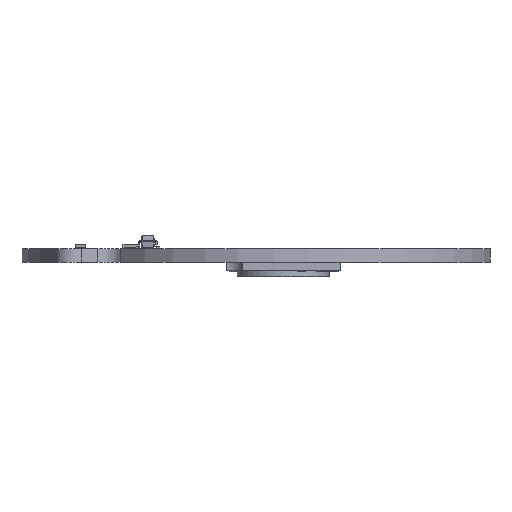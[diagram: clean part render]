
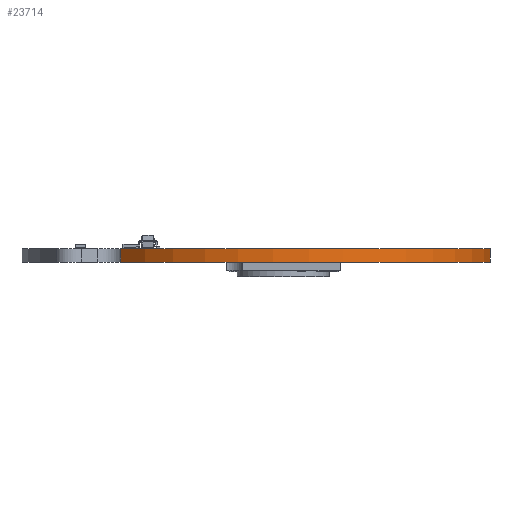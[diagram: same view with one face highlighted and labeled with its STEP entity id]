
A CAD part, front view. The second image highlights one B-rep face of the part: STEP entity #23714.
In plain terms, the highlighted cylindrical face has radius 24.6 mm (diameter 49.2 mm), a partial arc.
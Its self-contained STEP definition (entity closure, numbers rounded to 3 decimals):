
#23588 = EDGE_CURVE('',#23589,#23591,#23593,.T.);
#23589 = VERTEX_POINT('',#23590);
#23590 = CARTESIAN_POINT('',(80.757,-115.325,0.));
#23591 = VERTEX_POINT('',#23592);
#23592 = CARTESIAN_POINT('',(80.757,-115.325,1.6));
#23593 = SURFACE_CURVE('',#23594,(#23598,#23610),.PCURVE_S1.);
#23594 = LINE('',#23595,#23596);
#23595 = CARTESIAN_POINT('',(80.757,-115.325,0.));
#23596 = VECTOR('',#23597,1.);
#23597 = DIRECTION('',(0.,0.,1.));
#23598 = PCURVE('',#23599,#23604);
#23599 = CYLINDRICAL_SURFACE('',#23600,2.);
#23600 = AXIS2_PLACEMENT_3D('',#23601,#23602,#23603);
#23601 = CARTESIAN_POINT('',(79.192,-116.571,0.));
#23602 = DIRECTION('',(-0.,-0.,-1.));
#23603 = DIRECTION('',(1.,0.,-0.));
#23604 = DEFINITIONAL_REPRESENTATION('',(#23605),#23609);
#23605 = LINE('',#23606,#23607);
#23606 = CARTESIAN_POINT('',(-0.673,0.));
#23607 = VECTOR('',#23608,1.);
#23608 = DIRECTION('',(-0.,-1.));
#23609 = ( GEOMETRIC_REPRESENTATION_CONTEXT(2) 
PARAMETRIC_REPRESENTATION_CONTEXT() REPRESENTATION_CONTEXT('2D SPACE',''
  ) );
#23610 = PCURVE('',#23611,#23616);
#23611 = CYLINDRICAL_SURFACE('',#23612,24.6);
#23612 = AXIS2_PLACEMENT_3D('',#23613,#23614,#23615);
#23613 = CARTESIAN_POINT('',(100.,-100.,0.));
#23614 = DIRECTION('',(-0.,-0.,-1.));
#23615 = DIRECTION('',(1.,0.,-0.));
#23616 = DEFINITIONAL_REPRESENTATION('',(#23617),#23621);
#23617 = LINE('',#23618,#23619);
#23618 = CARTESIAN_POINT('',(-3.814,0.));
#23619 = VECTOR('',#23620,1.);
#23620 = DIRECTION('',(-0.,-1.));
#23621 = ( GEOMETRIC_REPRESENTATION_CONTEXT(2) 
PARAMETRIC_REPRESENTATION_CONTEXT() REPRESENTATION_CONTEXT('2D SPACE',''
  ) );
#23640 = PLANE('',#23641);
#23641 = AXIS2_PLACEMENT_3D('',#23642,#23643,#23644);
#23642 = CARTESIAN_POINT('',(80.757,-115.325,1.6));
#23643 = DIRECTION('',(0.,0.,-1.));
#23644 = DIRECTION('',(-1.,0.,-0.));
#23699 = PLANE('',#23700);
#23700 = AXIS2_PLACEMENT_3D('',#23701,#23702,#23703);
#23701 = CARTESIAN_POINT('',(80.757,-115.325,0.));
#23702 = DIRECTION('',(0.,0.,-1.));
#23703 = DIRECTION('',(-1.,0.,-0.));
#23714 = ADVANCED_FACE('',(#23715),#23611,.T.);
#23715 = FACE_BOUND('',#23716,.F.);
#23716 = EDGE_LOOP('',(#23717,#23718,#23746,#23774));
#23717 = ORIENTED_EDGE('',*,*,#23588,.T.);
#23718 = ORIENTED_EDGE('',*,*,#23719,.T.);
#23719 = EDGE_CURVE('',#23591,#23720,#23722,.T.);
#23720 = VERTEX_POINT('',#23721);
#23721 = CARTESIAN_POINT('',(80.757,-84.675,1.6));
#23722 = SURFACE_CURVE('',#23723,(#23728,#23735),.PCURVE_S1.);
#23723 = CIRCLE('',#23724,24.6);
#23724 = AXIS2_PLACEMENT_3D('',#23725,#23726,#23727);
#23725 = CARTESIAN_POINT('',(100.,-100.,1.6));
#23726 = DIRECTION('',(0.,0.,1.));
#23727 = DIRECTION('',(1.,0.,-0.));
#23728 = PCURVE('',#23611,#23729);
#23729 = DEFINITIONAL_REPRESENTATION('',(#23730),#23734);
#23730 = LINE('',#23731,#23732);
#23731 = CARTESIAN_POINT('',(-0.,-1.6));
#23732 = VECTOR('',#23733,1.);
#23733 = DIRECTION('',(-1.,0.));
#23734 = ( GEOMETRIC_REPRESENTATION_CONTEXT(2) 
PARAMETRIC_REPRESENTATION_CONTEXT() REPRESENTATION_CONTEXT('2D SPACE',''
  ) );
#23735 = PCURVE('',#23640,#23736);
#23736 = DEFINITIONAL_REPRESENTATION('',(#23737),#23745);
#23737 = ( BOUNDED_CURVE() B_SPLINE_CURVE(2,(#23738,#23739,#23740,#23741
    ,#23742,#23743,#23744),.UNSPECIFIED.,.F.,.F.) 
B_SPLINE_CURVE_WITH_KNOTS((1,2,2,2,2,1),(-2.094,0.,
    2.094,4.189,6.283,8.378),
.UNSPECIFIED.) CURVE() GEOMETRIC_REPRESENTATION_ITEM() 
RATIONAL_B_SPLINE_CURVE((1.,0.5,1.,0.5,1.,0.5,1.)) REPRESENTATION_ITEM(
  '') );
#23738 = CARTESIAN_POINT('',(-43.843,15.325));
#23739 = CARTESIAN_POINT('',(-43.843,57.934));
#23740 = CARTESIAN_POINT('',(-6.943,36.629));
#23741 = CARTESIAN_POINT('',(29.957,15.325));
#23742 = CARTESIAN_POINT('',(-6.943,-5.979));
#23743 = CARTESIAN_POINT('',(-43.843,-27.283));
#23744 = CARTESIAN_POINT('',(-43.843,15.325));
#23745 = ( GEOMETRIC_REPRESENTATION_CONTEXT(2) 
PARAMETRIC_REPRESENTATION_CONTEXT() REPRESENTATION_CONTEXT('2D SPACE',''
  ) );
#23746 = ORIENTED_EDGE('',*,*,#23747,.F.);
#23747 = EDGE_CURVE('',#23748,#23720,#23750,.T.);
#23748 = VERTEX_POINT('',#23749);
#23749 = CARTESIAN_POINT('',(80.757,-84.675,0.));
#23750 = SURFACE_CURVE('',#23751,(#23755,#23762),.PCURVE_S1.);
#23751 = LINE('',#23752,#23753);
#23752 = CARTESIAN_POINT('',(80.757,-84.675,0.));
#23753 = VECTOR('',#23754,1.);
#23754 = DIRECTION('',(0.,0.,1.));
#23755 = PCURVE('',#23611,#23756);
#23756 = DEFINITIONAL_REPRESENTATION('',(#23757),#23761);
#23757 = LINE('',#23758,#23759);
#23758 = CARTESIAN_POINT('',(-8.752,0.));
#23759 = VECTOR('',#23760,1.);
#23760 = DIRECTION('',(-0.,-1.));
#23761 = ( GEOMETRIC_REPRESENTATION_CONTEXT(2) 
PARAMETRIC_REPRESENTATION_CONTEXT() REPRESENTATION_CONTEXT('2D SPACE',''
  ) );
#23762 = PCURVE('',#23763,#23768);
#23763 = CYLINDRICAL_SURFACE('',#23764,2.);
#23764 = AXIS2_PLACEMENT_3D('',#23765,#23766,#23767);
#23765 = CARTESIAN_POINT('',(79.192,-83.429,0.));
#23766 = DIRECTION('',(-0.,-0.,-1.));
#23767 = DIRECTION('',(1.,0.,-0.));
#23768 = DEFINITIONAL_REPRESENTATION('',(#23769),#23773);
#23769 = LINE('',#23770,#23771);
#23770 = CARTESIAN_POINT('',(-5.611,0.));
#23771 = VECTOR('',#23772,1.);
#23772 = DIRECTION('',(-0.,-1.));
#23773 = ( GEOMETRIC_REPRESENTATION_CONTEXT(2) 
PARAMETRIC_REPRESENTATION_CONTEXT() REPRESENTATION_CONTEXT('2D SPACE',''
  ) );
#23774 = ORIENTED_EDGE('',*,*,#23775,.F.);
#23775 = EDGE_CURVE('',#23589,#23748,#23776,.T.);
#23776 = SURFACE_CURVE('',#23777,(#23782,#23789),.PCURVE_S1.);
#23777 = CIRCLE('',#23778,24.6);
#23778 = AXIS2_PLACEMENT_3D('',#23779,#23780,#23781);
#23779 = CARTESIAN_POINT('',(100.,-100.,0.));
#23780 = DIRECTION('',(0.,0.,1.));
#23781 = DIRECTION('',(1.,0.,-0.));
#23782 = PCURVE('',#23611,#23783);
#23783 = DEFINITIONAL_REPRESENTATION('',(#23784),#23788);
#23784 = LINE('',#23785,#23786);
#23785 = CARTESIAN_POINT('',(-0.,0.));
#23786 = VECTOR('',#23787,1.);
#23787 = DIRECTION('',(-1.,0.));
#23788 = ( GEOMETRIC_REPRESENTATION_CONTEXT(2) 
PARAMETRIC_REPRESENTATION_CONTEXT() REPRESENTATION_CONTEXT('2D SPACE',''
  ) );
#23789 = PCURVE('',#23699,#23790);
#23790 = DEFINITIONAL_REPRESENTATION('',(#23791),#23799);
#23791 = ( BOUNDED_CURVE() B_SPLINE_CURVE(2,(#23792,#23793,#23794,#23795
    ,#23796,#23797,#23798),.UNSPECIFIED.,.F.,.F.) 
B_SPLINE_CURVE_WITH_KNOTS((1,2,2,2,2,1),(-2.094,0.,
    2.094,4.189,6.283,8.378),
.UNSPECIFIED.) CURVE() GEOMETRIC_REPRESENTATION_ITEM() 
RATIONAL_B_SPLINE_CURVE((1.,0.5,1.,0.5,1.,0.5,1.)) REPRESENTATION_ITEM(
  '') );
#23792 = CARTESIAN_POINT('',(-43.843,15.325));
#23793 = CARTESIAN_POINT('',(-43.843,57.934));
#23794 = CARTESIAN_POINT('',(-6.943,36.629));
#23795 = CARTESIAN_POINT('',(29.957,15.325));
#23796 = CARTESIAN_POINT('',(-6.943,-5.979));
#23797 = CARTESIAN_POINT('',(-43.843,-27.283));
#23798 = CARTESIAN_POINT('',(-43.843,15.325));
#23799 = ( GEOMETRIC_REPRESENTATION_CONTEXT(2) 
PARAMETRIC_REPRESENTATION_CONTEXT() REPRESENTATION_CONTEXT('2D SPACE',''
  ) );
